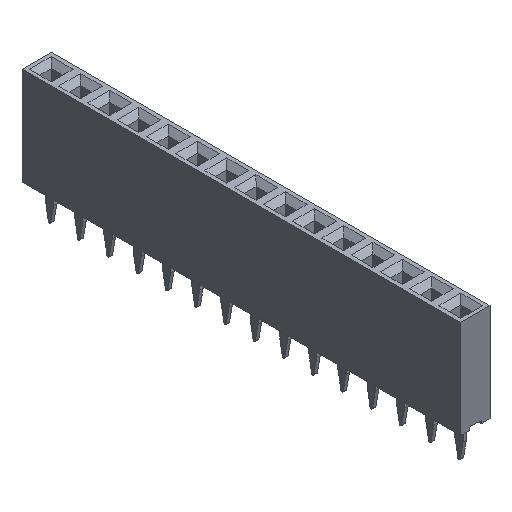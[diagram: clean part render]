
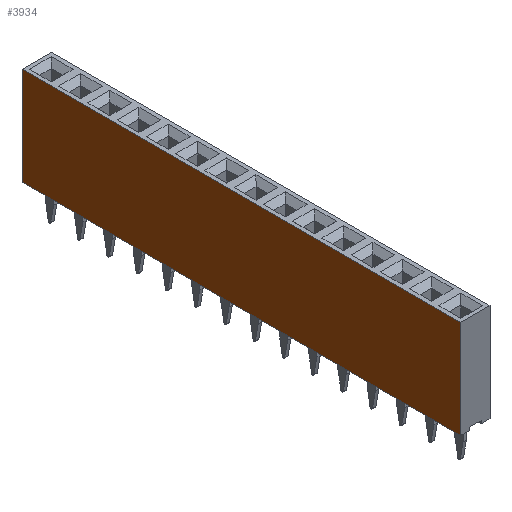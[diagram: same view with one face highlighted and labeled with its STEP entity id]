
A CAD part, isometric view. The second image highlights one B-rep face of the part: STEP entity #3934.
In plain terms, the highlighted planar face has unit normal (-1, 0, 0).
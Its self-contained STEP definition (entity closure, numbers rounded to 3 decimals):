
#3326 = VERTEX_POINT('',#3327);
#3327 = CARTESIAN_POINT('',(-1.27,1.27,8.5));
#3335 = EDGE_CURVE('',#3336,#3326,#3338,.T.);
#3336 = VERTEX_POINT('',#3337);
#3337 = CARTESIAN_POINT('',(-1.27,-36.83,8.5));
#3338 = LINE('',#3339,#3340);
#3339 = CARTESIAN_POINT('',(-1.27,-36.83,8.5));
#3340 = VECTOR('',#3341,1.);
#3341 = DIRECTION('',(0.,1.,0.));
#3876 = VERTEX_POINT('',#3877);
#3877 = CARTESIAN_POINT('',(-1.27,1.27,0.));
#3885 = EDGE_CURVE('',#3876,#3326,#3886,.T.);
#3886 = LINE('',#3887,#3888);
#3887 = CARTESIAN_POINT('',(-1.27,1.27,0.));
#3888 = VECTOR('',#3889,1.);
#3889 = DIRECTION('',(0.,0.,1.));
#3934 = ADVANCED_FACE('',(#3935),#3953,.T.);
#3935 = FACE_BOUND('',#3936,.T.);
#3936 = EDGE_LOOP('',(#3937,#3945,#3946,#3947));
#3937 = ORIENTED_EDGE('',*,*,#3938,.T.);
#3938 = EDGE_CURVE('',#3939,#3336,#3941,.T.);
#3939 = VERTEX_POINT('',#3940);
#3940 = CARTESIAN_POINT('',(-1.27,-36.83,0.));
#3941 = LINE('',#3942,#3943);
#3942 = CARTESIAN_POINT('',(-1.27,-36.83,0.));
#3943 = VECTOR('',#3944,1.);
#3944 = DIRECTION('',(0.,0.,1.));
#3945 = ORIENTED_EDGE('',*,*,#3335,.T.);
#3946 = ORIENTED_EDGE('',*,*,#3885,.F.);
#3947 = ORIENTED_EDGE('',*,*,#3948,.F.);
#3948 = EDGE_CURVE('',#3939,#3876,#3949,.T.);
#3949 = LINE('',#3950,#3951);
#3950 = CARTESIAN_POINT('',(-1.27,-36.83,0.));
#3951 = VECTOR('',#3952,1.);
#3952 = DIRECTION('',(0.,1.,0.));
#3953 = PLANE('',#3954);
#3954 = AXIS2_PLACEMENT_3D('',#3955,#3956,#3957);
#3955 = CARTESIAN_POINT('',(-1.27,-36.83,0.));
#3956 = DIRECTION('',(-1.,0.,0.));
#3957 = DIRECTION('',(0.,1.,0.));
